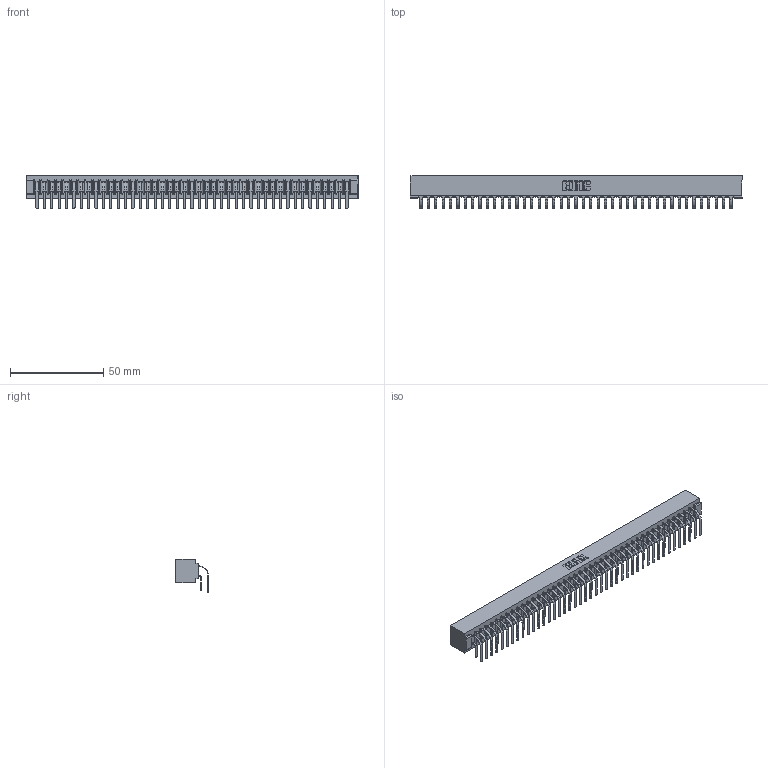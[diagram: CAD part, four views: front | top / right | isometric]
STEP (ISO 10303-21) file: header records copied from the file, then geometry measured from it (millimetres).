
FILE_DESCRIPTION (( 'STEP AP203' ), '1' );
FILE_NAME ('307-086-459-201.STEP', '2022-07-07T19:47:23', ( '' ), ( '' ), 'SwSTEP 2.0', 'SolidWorks 2020', '' );
FILE_SCHEMA (( 'CONFIG_CONTROL_DESIGN' ));
Length unit declared in the file: inch
Products named in the file (4): 307-290-001_559 - 2 (Single); 307 Part_No Mounting Lugs; 307-086-459-201; 307-290-001_558 559 - 1 (Single)
Assembly tree (87 placements, depth 2):
  307-086-459-201
    307 Part_No Mounting Lugs
    307-290-001_558 559 - 1 (Single)  x43
    307-290-001_559 - 2 (Single)  x43
Bounding box: 178.26 x 17.51 x 18.07 mm (x, y, z)
Volume: 19833.7 mm3; surface area: 26445.5 mm2
Topology: 87 solids, 87 shells, 4454 faces, 12511 edges, 8106 vertices
Faces by surface type: plane 2904, cylinder 1462, sphere 88
Entity records: 39285 total; most frequent: CARTESIAN_POINT 6425, ORIENTED_EDGE 6366, DIRECTION 6291, EDGE_CURVE 3183, VECTOR 2443, LINE 2443, VERTEX_POINT 2058, AXIS2_PLACEMENT_3D 1924
